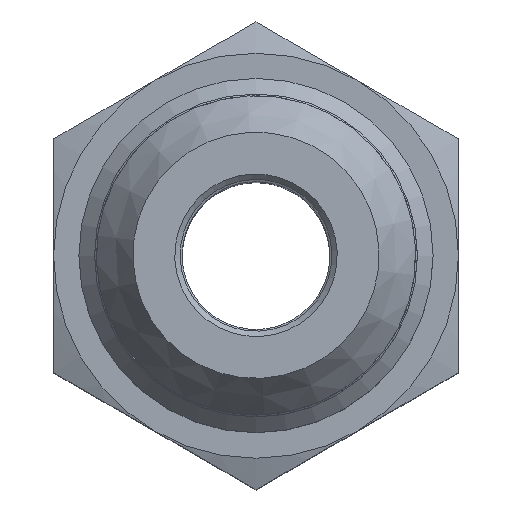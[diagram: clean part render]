
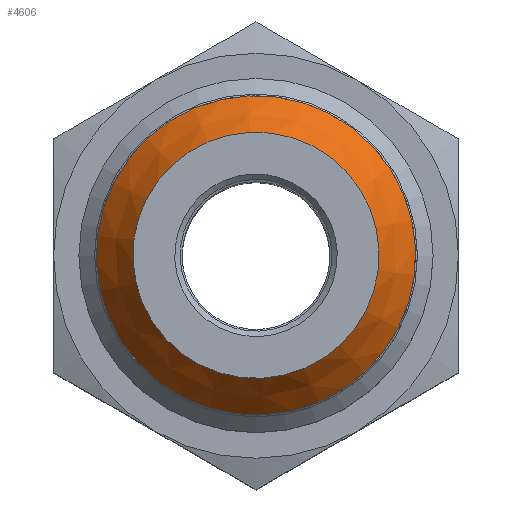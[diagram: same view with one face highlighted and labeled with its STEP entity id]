
A CAD part, top view. The second image highlights one B-rep face of the part: STEP entity #4606.
In plain terms, the highlighted conical face has half-angle 37 degrees and reference radius 25.4 mm.
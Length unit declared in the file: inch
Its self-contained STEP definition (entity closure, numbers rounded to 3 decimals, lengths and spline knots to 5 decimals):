
#4400=CARTESIAN_POINT('',(0.85,0.456,0.0));
#4401=VERTEX_POINT('',#4400);
#4402=CARTESIAN_POINT('',(0.85,0.0,0.0));
#4403=DIRECTION('',(1.0,0.0,0.0));
#4404=DIRECTION('',(0.0,1.0,0.0));
#4405=AXIS2_PLACEMENT_3D('',#4402,#4403,#4404);
#4406=CIRCLE('',#4405,0.456);
#4407=EDGE_CURVE('',#4401,#4401,#4406,.T.);
#4580=CARTESIAN_POINT('',(0.67019,0.5915,0.0));
#4581=VERTEX_POINT('',#4580);
#4582=CARTESIAN_POINT('',(0.67019,0.0,0.0));
#4583=DIRECTION('',(1.0,0.0,0.0));
#4584=DIRECTION('',(0.0,1.0,0.0));
#4585=AXIS2_PLACEMENT_3D('',#4582,#4583,#4584);
#4586=CIRCLE('',#4585,0.5915);
#4587=EDGE_CURVE('',#4581,#4581,#4586,.T.);
#4595=CARTESIAN_POINT('',(0.12809,0.0,0.0));
#4596=DIRECTION('',(-1.0,0.0,0.0));
#4597=DIRECTION('',(0.0,1.0,0.0));
#4598=AXIS2_PLACEMENT_3D('',#4595,#4596,#4597);
#4599=CONICAL_SURFACE('',#4598,1.0,37.);
#4600=ORIENTED_EDGE('',*,*,#4407,.F.);
#4601=EDGE_LOOP('',(#4600));
#4602=FACE_OUTER_BOUND('',#4601,.T.);
#4603=ORIENTED_EDGE('',*,*,#4587,.T.);
#4604=EDGE_LOOP('',(#4603));
#4605=FACE_BOUND('',#4604,.T.);
#4606=ADVANCED_FACE('',(#4602,#4605),#4599,.T.);
